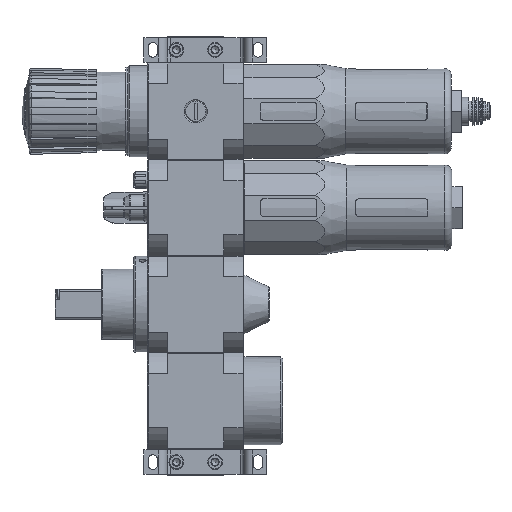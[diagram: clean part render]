
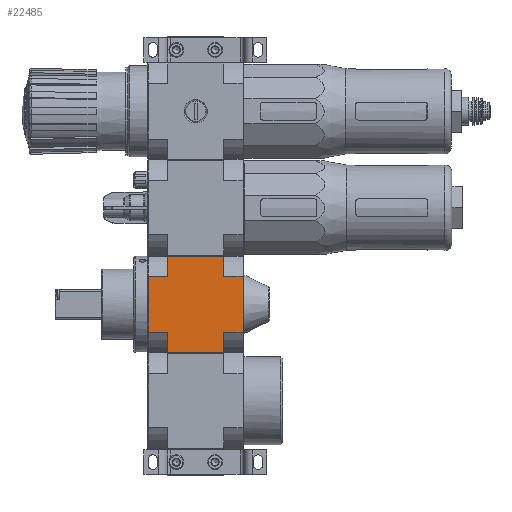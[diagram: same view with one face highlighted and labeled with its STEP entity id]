
A CAD part, left-side view. The second image highlights one B-rep face of the part: STEP entity #22485.
In plain terms, the highlighted face is planar.
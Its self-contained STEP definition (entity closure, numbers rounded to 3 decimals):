
#7081=ORIENTED_EDGE('',*,*,#11200,.T.);
#7082=ORIENTED_EDGE('',*,*,#11201,.F.);
#7083=ORIENTED_EDGE('',*,*,#11202,.T.);
#7084=ORIENTED_EDGE('',*,*,#11155,.T.);
#7085=ORIENTED_EDGE('',*,*,#11203,.F.);
#7086=ORIENTED_EDGE('',*,*,#11204,.T.);
#7087=ORIENTED_EDGE('',*,*,#11205,.F.);
#7088=ORIENTED_EDGE('',*,*,#11206,.T.);
#7089=ORIENTED_EDGE('',*,*,#11207,.F.);
#7090=ORIENTED_EDGE('',*,*,#11192,.T.);
#7091=ORIENTED_EDGE('',*,*,#11208,.T.);
#7092=ORIENTED_EDGE('',*,*,#11209,.F.);
#11155=EDGE_CURVE('',#13643,#13642,#15228,.T.);
#11192=EDGE_CURVE('',#13670,#13669,#15243,.T.);
#11200=EDGE_CURVE('',#13676,#13677,#15251,.T.);
#11201=EDGE_CURVE('',#13678,#13677,#15252,.F.);
#11202=EDGE_CURVE('',#13678,#13643,#15253,.T.);
#11203=EDGE_CURVE('',#13679,#13642,#15254,.T.);
#11204=EDGE_CURVE('',#13679,#13680,#15255,.F.);
#11205=EDGE_CURVE('',#13681,#13680,#15256,.T.);
#11206=EDGE_CURVE('',#13681,#13682,#15257,.T.);
#11207=EDGE_CURVE('',#13670,#13682,#15258,.T.);
#11208=EDGE_CURVE('',#13669,#13683,#15259,.T.);
#11209=EDGE_CURVE('',#13676,#13683,#15260,.T.);
#13642=VERTEX_POINT('',#46708);
#13643=VERTEX_POINT('',#46710);
#13669=VERTEX_POINT('',#46804);
#13670=VERTEX_POINT('',#46806);
#13676=VERTEX_POINT('',#46821);
#13677=VERTEX_POINT('',#46822);
#13678=VERTEX_POINT('',#46824);
#13679=VERTEX_POINT('',#46827);
#13680=VERTEX_POINT('',#46829);
#13681=VERTEX_POINT('',#46831);
#13682=VERTEX_POINT('',#46833);
#13683=VERTEX_POINT('',#46836);
#15228=LINE('',#46709,#16714);
#15243=LINE('',#46805,#16729);
#15251=LINE('',#46820,#16737);
#15252=LINE('',#46823,#16738);
#15253=LINE('',#46825,#16739);
#15254=LINE('',#46826,#16740);
#15255=LINE('',#46828,#16741);
#15256=LINE('',#46830,#16742);
#15257=LINE('',#46832,#16743);
#15258=LINE('',#46834,#16744);
#15259=LINE('',#46835,#16745);
#15260=LINE('',#46837,#16746);
#16714=VECTOR('',#37965,1000.);
#16729=VECTOR('',#38024,1000.);
#16737=VECTOR('',#38034,1000.);
#16738=VECTOR('',#38035,1000.);
#16739=VECTOR('',#38036,1000.);
#16740=VECTOR('',#38037,1000.);
#16741=VECTOR('',#38038,1000.);
#16742=VECTOR('',#38039,1000.);
#16743=VECTOR('',#38040,1000.);
#16744=VECTOR('',#38041,1000.);
#16745=VECTOR('',#38042,1000.);
#16746=VECTOR('',#38043,1000.);
#18466=EDGE_LOOP('',(#7081,#7082,#7083,#7084,#7085,#7086,#7087,#7088,#7089,
#7090,#7091,#7092));
#20258=FACE_BOUND('',#18466,.T.);
#21285=PLANE('',#32631);
#22485=ADVANCED_FACE('',(#20258),#21285,.T.);
#32631=AXIS2_PLACEMENT_3D('',#46819,#38032,#38033);
#37965=DIRECTION('',(0.,-1.,0.));
#38024=DIRECTION('',(0.,1.,0.));
#38032=DIRECTION('',(0.,0.,1.));
#38033=DIRECTION('',(1.,0.,0.));
#38034=DIRECTION('',(-1.,0.,0.));
#38035=DIRECTION('',(0.,-1.,0.));
#38036=DIRECTION('',(-1.,0.,0.));
#38037=DIRECTION('',(-1.,0.,0.));
#38038=DIRECTION('',(0.,1.,0.));
#38039=DIRECTION('',(-1.,0.,0.));
#38040=DIRECTION('',(0.,1.,0.));
#38041=DIRECTION('',(-1.,0.,0.));
#38042=DIRECTION('',(-1.,0.,0.));
#38043=DIRECTION('',(0.,-1.,0.));
#46708=CARTESIAN_POINT('',(-27.5,-16.,27.5));
#46709=CARTESIAN_POINT('',(-27.5,27.,27.5));
#46710=CARTESIAN_POINT('',(-27.5,16.,27.5));
#46804=CARTESIAN_POINT('',(27.5,16.,27.5));
#46805=CARTESIAN_POINT('',(27.5,-27.,27.5));
#46806=CARTESIAN_POINT('',(27.5,-16.,27.5));
#46819=CARTESIAN_POINT('',(0.,0.,27.5));
#46820=CARTESIAN_POINT('',(33.,27.,27.5));
#46821=CARTESIAN_POINT('',(15.869,27.,27.5));
#46822=CARTESIAN_POINT('',(-15.869,27.,27.5));
#46823=CARTESIAN_POINT('',(-15.869,33.,27.5));
#46824=CARTESIAN_POINT('',(-15.869,16.,27.5));
#46825=CARTESIAN_POINT('',(0.,16.,27.5));
#46826=CARTESIAN_POINT('',(0.,-16.,27.5));
#46827=CARTESIAN_POINT('',(-15.869,-16.,27.5));
#46828=CARTESIAN_POINT('',(-15.869,-33.,27.5));
#46829=CARTESIAN_POINT('',(-15.869,-27.,27.5));
#46830=CARTESIAN_POINT('',(33.,-27.,27.5));
#46831=CARTESIAN_POINT('',(15.869,-27.,27.5));
#46832=CARTESIAN_POINT('',(15.869,-33.,27.5));
#46833=CARTESIAN_POINT('',(15.869,-16.,27.5));
#46834=CARTESIAN_POINT('',(0.,-16.,27.5));
#46835=CARTESIAN_POINT('',(0.,16.,27.5));
#46836=CARTESIAN_POINT('',(15.869,16.,27.5));
#46837=CARTESIAN_POINT('',(15.869,33.,27.5));
